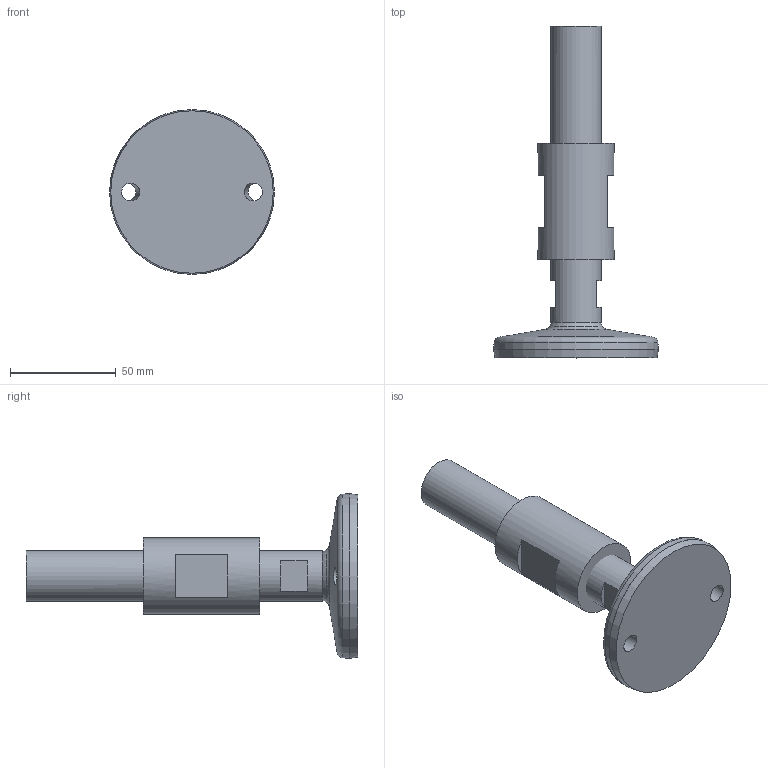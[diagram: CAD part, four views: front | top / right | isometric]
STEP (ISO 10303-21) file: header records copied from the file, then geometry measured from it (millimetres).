
FILE_DESCRIPTION (( 'STEP AP203' ), '1' );
FILE_NAME ('EHSFx9 - EHSF79LC-M24-L135-R19.STEP', '2024-09-10T14:43:53', ( '' ), ( '' ), 'SwSTEP 2.0', 'SolidWorks 2024', '' );
FILE_SCHEMA (( 'CONFIG_CONTROL_DESIGN' ));
Length unit declared in the file: millimetre
Products named in the file (1): EHSFx9 - EHSF79LC-M24-L135-R19
Bounding box: 78 x 157 x 78 mm (x, y, z)
Volume: 170696 mm3; surface area: 32016.4 mm2
Topology: 2 solids, 2 shells, 31 faces, 56 edges, 37 vertices
Faces by surface type: plane 18, cylinder 5, cone 4, sphere 2, torus 2
Full cylindrical faces by diameter (mm): 8.5 x2, 24 x1, 36 x1, 77.98 x1
Entity records: 907 total; most frequent: CARTESIAN_POINT 252, DIRECTION 126, ORIENTED_EDGE 86, AXIS2_PLACEMENT_3D 55, EDGE_LOOP 54, EDGE_CURVE 43, FACE_OUTER_BOUND 40, VERTEX_POINT 35
